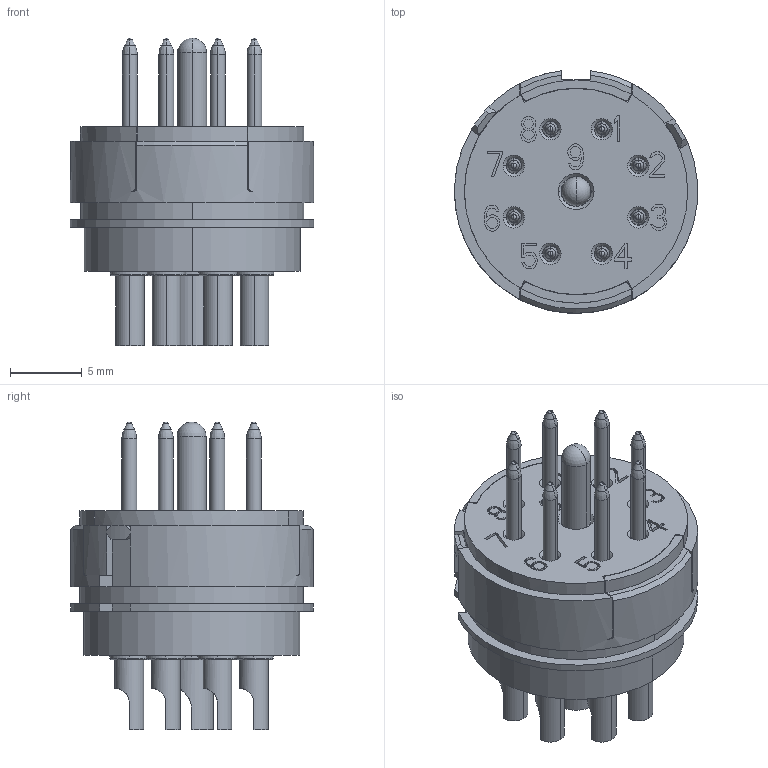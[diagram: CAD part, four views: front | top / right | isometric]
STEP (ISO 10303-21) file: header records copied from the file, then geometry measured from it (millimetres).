
FILE_DESCRIPTION((''),'2;1');
FILE_NAME('1594887','2015-09-08T',('feitelbuss'),(''),'PRO/ENGINEER BY PARAMETRIC TECHNOLOGY CORPORATION, 2014200','PRO/ENGINEER BY PARAMETRIC TECHNOLOGY CORPORATION, 2014200','');
FILE_SCHEMA(('AUTOMOTIVE_DESIGN { 1 0 10303 214 1 1 1 1 }'));
Length unit declared in the file: millimetre
Products named in the file (1): 1594887
Bounding box: 16.98 x 16.94 x 21.5 mm (x, y, z)
Volume: 2183.5 mm3; surface area: 1705.4 mm2
Topology: 1 solids, 1 shells, 1100 faces, 3011 edges, 1951 vertices
Faces by surface type: plane 844, cylinder 139, cone 59, torus 24, sphere 18, bspline 16
Entity records: 35125 total; most frequent: CARTESIAN_POINT 7112, ORIENTED_EDGE 5950, DIRECTION 5485, EDGE_CURVE 2975, VECTOR 2485, LINE 2485, VERTEX_POINT 1951, AXIS2_PLACEMENT_3D 1500
